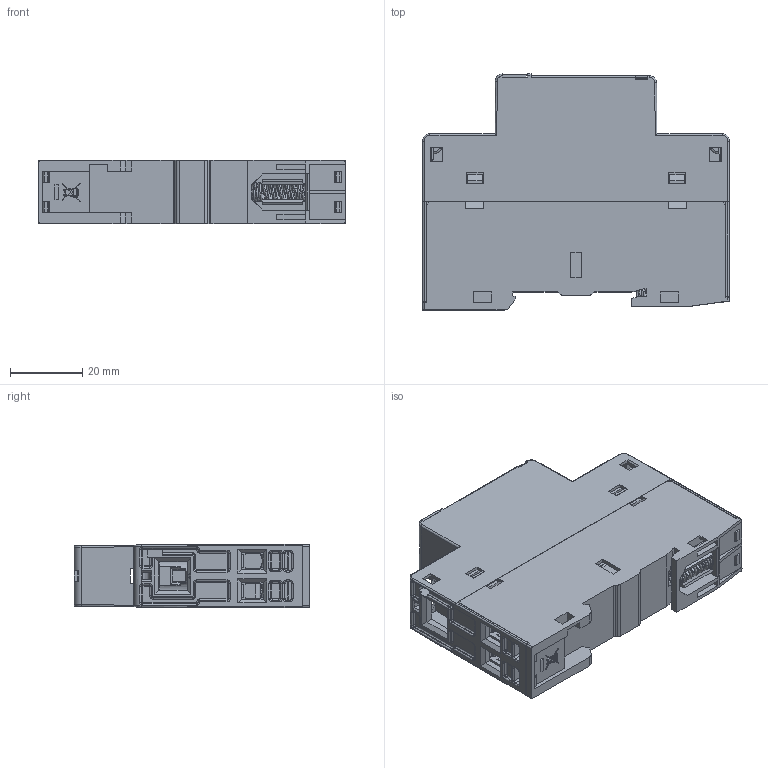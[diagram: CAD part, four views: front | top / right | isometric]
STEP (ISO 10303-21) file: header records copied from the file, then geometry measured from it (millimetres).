
FILE_DESCRIPTION((''),'2;1');
FILE_NAME('30046002-W_ASM_92_ASM_1_ASM','2019-08-02T',('jsubic'),('Audax d.o.o.'),'CREO PARAMETRIC BY PTC INC, 2015290','CREO PARAMETRIC BY PTC INC, 2015290','');
FILE_SCHEMA(('AUTOMOTIVE_DESIGN { 1 0 10303 214 1 1 1 1 }'));
Products named in the file (18): 37425737_183_1; 38552437-PLOCEVINA_37_1; 38552436-ZICA_15_1; 38552437_ASM_44_ASM_1_ASM; 38552438-PLOCEVINA_19_1; 38552438_ASM_25_ASM_1_ASM; 37425047_93_1; 37551781_40_1; 38552442_ASM_12_ASM_1_ASM; 37424428_23_1; 37425053_11_1; 631003660_9_1; 37300799_10_1; 38552441_ASM_13_ASM_1_ASM; 37200736_11_1; 63100355_29_1; 37300798_10_1; 30046002-W_ASM_92_ASM_1_ASM
Assembly tree (25 placements, depth 3):
  30046002-W_ASM_92_ASM_1_ASM
    37425737_183_1
    38552437_ASM_44_ASM_1_ASM  x2
      38552437-PLOCEVINA_37_1
      38552436-ZICA_15_1
    38552438_ASM_25_ASM_1_ASM  x2
      38552438-PLOCEVINA_19_1
      38552436-ZICA_15_1
    37425047_93_1
    38552442_ASM_12_ASM_1_ASM
      37551781_40_1
    37424428_23_1
    37425053_11_1
    38552441_ASM_13_ASM_1_ASM  x4
      631003660_9_1
      37300799_10_1
    37200736_11_1
    63100355_29_1  x2
    37300798_10_1  x2
Bounding box: 85 x 65.4 x 17.5 mm (x, y, z)
Volume: 24918.9 mm3; surface area: 47411.6 mm2
Topology: 26 solids, 34 shells, 3215 faces, 8993 edges, 5791 vertices
Faces by surface type: plane 2240, cylinder 550, bspline 182, torus 158, cone 82, sphere 3
Entity records: 99743 total; most frequent: CARTESIAN_POINT 21934, ORIENTED_EDGE 13478, DIRECTION 12063, EDGE_CURVE 6742, VECTOR 5337, LINE 5337, VERTEX_POINT 4329, AXIS2_PLACEMENT_3D 3363
